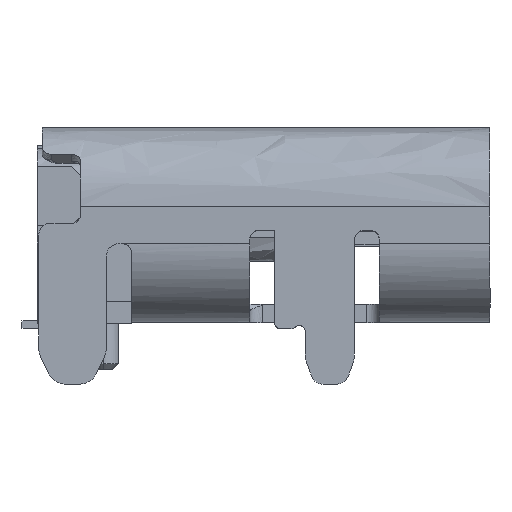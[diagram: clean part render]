
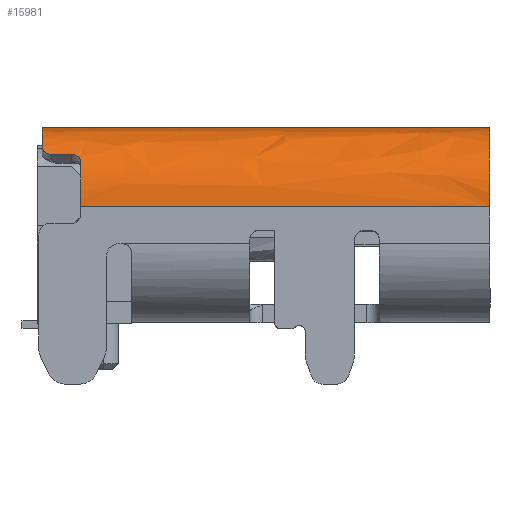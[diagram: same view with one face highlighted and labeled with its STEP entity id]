
A CAD part, left-side view. The second image highlights one B-rep face of the part: STEP entity #15981.
In plain terms, the highlighted free-form (B-spline) face has degree [1, 3] with [2, 4] control points.
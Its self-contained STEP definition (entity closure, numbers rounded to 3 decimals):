
#8739 = VERTEX_POINT('',#8740);
#8740 = CARTESIAN_POINT('',(-4.445,6.615,
    2.232));
#9965 = VERTEX_POINT('',#9966);
#9966 = CARTESIAN_POINT('',(-3.19,7.24,3.26
    ));
#9972 = EDGE_CURVE('',#9965,#9973,#9975,.T.);
#9973 = VERTEX_POINT('',#9974);
#9974 = CARTESIAN_POINT('',(-3.19,-0.035,
    3.26));
#9975 = B_SPLINE_CURVE_WITH_KNOTS('',3,(#9976,#9977,#9978,#9979),
  .UNSPECIFIED.,.F.,.F.,(4,4),(0.,1.),.PIECEWISE_BEZIER_KNOTS.);
#9976 = CARTESIAN_POINT('',(-3.19,7.24,3.26
    ));
#9977 = CARTESIAN_POINT('',(-3.19,4.815,
    3.26));
#9978 = CARTESIAN_POINT('',(-3.19,2.39,
    3.26));
#9979 = CARTESIAN_POINT('',(-3.19,-0.035,
    3.26));
#10494 = EDGE_CURVE('',#10495,#9973,#10497,.T.);
#10495 = VERTEX_POINT('',#10496);
#10496 = CARTESIAN_POINT('',(-4.47,-0.035,
    1.98));
#10497 = ( BOUNDED_CURVE() B_SPLINE_CURVE(3,(#10498,#10499,#10500,#10501
),.UNSPECIFIED.,.F.,.F.) B_SPLINE_CURVE_WITH_KNOTS((4,4),(0.,
1.571),.PIECEWISE_BEZIER_KNOTS.) CURVE() 
GEOMETRIC_REPRESENTATION_ITEM() RATIONAL_B_SPLINE_CURVE((1.,
0.805,0.805,1.)) REPRESENTATION_ITEM('') );
#10498 = CARTESIAN_POINT('',(-4.47,-0.035,
    1.98));
#10499 = CARTESIAN_POINT('',(-4.47,-0.035,
    2.73));
#10500 = CARTESIAN_POINT('',(-3.94,-0.035,
    3.26));
#10501 = CARTESIAN_POINT('',(-3.19,-0.035,
    3.26));
#10717 = EDGE_CURVE('',#10718,#10720,#10722,.T.);
#10718 = VERTEX_POINT('',#10719);
#10719 = CARTESIAN_POINT('',(-4.143,7.09,
    2.835));
#10720 = VERTEX_POINT('',#10721);
#10721 = CARTESIAN_POINT('',(-4.143,6.765,
    2.835));
#10722 = B_SPLINE_CURVE_WITH_KNOTS('',1,(#10723,#10724),.UNSPECIFIED.,
  .F.,.F.,(2,2),(0.,1.),.PIECEWISE_BEZIER_KNOTS.);
#10723 = CARTESIAN_POINT('',(-4.143,7.09,
    2.835));
#10724 = CARTESIAN_POINT('',(-4.143,6.765,
    2.835));
#11194 = VERTEX_POINT('',#11195);
#11195 = CARTESIAN_POINT('',(-4.031,7.24,
    2.945));
#11202 = EDGE_CURVE('',#11194,#9965,#11203,.T.);
#11203 = B_SPLINE_CURVE_WITH_KNOTS('',3,(#11204,#11205,#11206,#11207,
    #11208,#11209),.UNSPECIFIED.,.F.,.F.,(4,2,4),(0.,0.5,1.),
  .UNSPECIFIED.);
#11204 = CARTESIAN_POINT('',(-4.031,7.24,
    2.945));
#11205 = CARTESIAN_POINT('',(-3.915,7.24,
    3.046));
#11206 = CARTESIAN_POINT('',(-3.783,7.24,
    3.124));
#11207 = CARTESIAN_POINT('',(-3.495,7.24,
    3.233));
#11208 = CARTESIAN_POINT('',(-3.346,7.24,
    3.26));
#11209 = CARTESIAN_POINT('',(-3.19,7.24,
    3.26));
#14016 = VERTEX_POINT('',#14017);
#14017 = CARTESIAN_POINT('',(-4.368,6.615,
    2.48));
#14201 = EDGE_CURVE('',#14016,#8739,#14202,.T.);
#14202 = ( BOUNDED_CURVE() B_SPLINE_CURVE(3,(#14203,#14204,#14205,#14206
),.UNSPECIFIED.,.F.,.F.) B_SPLINE_CURVE_WITH_KNOTS((4,4),(0.,
0.203),.PIECEWISE_BEZIER_KNOTS.) CURVE() 
GEOMETRIC_REPRESENTATION_ITEM() RATIONAL_B_SPLINE_CURVE((1.,
0.997,0.997,1.)) REPRESENTATION_ITEM('') );
#14203 = CARTESIAN_POINT('',(-4.368,6.615,
    2.48));
#14204 = CARTESIAN_POINT('',(-4.402,6.615,
    2.4));
#14205 = CARTESIAN_POINT('',(-4.428,6.615,
    2.317));
#14206 = CARTESIAN_POINT('',(-4.445,6.615,
    2.232));
#14218 = VERTEX_POINT('',#14219);
#14219 = CARTESIAN_POINT('',(-4.47,6.615,
    1.98));
#14225 = EDGE_CURVE('',#14218,#8739,#14226,.T.);
#14226 = B_SPLINE_CURVE_WITH_KNOTS('',3,(#14227,#14228,#14229,#14230),
  .UNSPECIFIED.,.F.,.F.,(4,4),(0.,1.),.PIECEWISE_BEZIER_KNOTS.);
#14227 = CARTESIAN_POINT('',(-4.47,6.615,
    1.98));
#14228 = CARTESIAN_POINT('',(-4.47,6.615,
    2.065));
#14229 = CARTESIAN_POINT('',(-4.462,6.615,
    2.149));
#14230 = CARTESIAN_POINT('',(-4.445,6.615,
    2.232));
#15981 = ADVANCED_FACE('',(#15982),#16024,.F.);
#15982 = FACE_BOUND('',#15983,.F.);
#15983 = EDGE_LOOP('',(#15984,#15985,#15986,#15995,#16004,#16005,#16014,
    #16015,#16016,#16017));
#15984 = ORIENTED_EDGE('',*,*,#14225,.T.);
#15985 = ORIENTED_EDGE('',*,*,#14201,.F.);
#15986 = ORIENTED_EDGE('',*,*,#15987,.T.);
#15987 = EDGE_CURVE('',#14016,#15988,#15990,.T.);
#15988 = VERTEX_POINT('',#15989);
#15989 = CARTESIAN_POINT('',(-4.237,6.615,
    2.716));
#15990 = B_SPLINE_CURVE_WITH_KNOTS('',3,(#15991,#15992,#15993,#15994),
  .UNSPECIFIED.,.F.,.F.,(4,4),(0.,1.),.PIECEWISE_BEZIER_KNOTS.);
#15991 = CARTESIAN_POINT('',(-4.368,6.615,
    2.48));
#15992 = CARTESIAN_POINT('',(-4.333,6.615,
    2.563));
#15993 = CARTESIAN_POINT('',(-4.289,6.615,
    2.642));
#15994 = CARTESIAN_POINT('',(-4.237,6.615,
    2.716));
#15995 = ORIENTED_EDGE('',*,*,#15996,.T.);
#15996 = EDGE_CURVE('',#15988,#10720,#15997,.T.);
#15997 = B_SPLINE_CURVE_WITH_KNOTS('',3,(#15998,#15999,#16000,#16001,
    #16002,#16003),.UNSPECIFIED.,.F.,.F.,(4,2,4),(0.,0.5,1.),
  .UNSPECIFIED.);
#15998 = CARTESIAN_POINT('',(-4.237,6.615,
    2.716));
#15999 = CARTESIAN_POINT('',(-4.215,6.615,
    2.748));
#16000 = CARTESIAN_POINT('',(-4.19,6.631,
    2.779));
#16001 = CARTESIAN_POINT('',(-4.154,6.686,
    2.823));
#16002 = CARTESIAN_POINT('',(-4.142,6.726,2.835
    ));
#16003 = CARTESIAN_POINT('',(-4.143,6.765,
    2.835));
#16004 = ORIENTED_EDGE('',*,*,#10717,.F.);
#16005 = ORIENTED_EDGE('',*,*,#16006,.T.);
#16006 = EDGE_CURVE('',#10718,#11194,#16007,.T.);
#16007 = B_SPLINE_CURVE_WITH_KNOTS('',3,(#16008,#16009,#16010,#16011,
    #16012,#16013),.UNSPECIFIED.,.F.,.F.,(4,2,4),(0.,0.5,1.),
  .UNSPECIFIED.);
#16008 = CARTESIAN_POINT('',(-4.143,7.09,
    2.835));
#16009 = CARTESIAN_POINT('',(-4.143,7.13,
    2.835));
#16010 = CARTESIAN_POINT('',(-4.131,7.17,
    2.848));
#16011 = CARTESIAN_POINT('',(-4.09,7.225,
    2.89));
#16012 = CARTESIAN_POINT('',(-4.061,7.24,
    2.919));
#16013 = CARTESIAN_POINT('',(-4.031,7.24,
    2.945));
#16014 = ORIENTED_EDGE('',*,*,#11202,.T.);
#16015 = ORIENTED_EDGE('',*,*,#9972,.T.);
#16016 = ORIENTED_EDGE('',*,*,#10494,.F.);
#16017 = ORIENTED_EDGE('',*,*,#16018,.T.);
#16018 = EDGE_CURVE('',#10495,#14218,#16019,.T.);
#16019 = B_SPLINE_CURVE_WITH_KNOTS('',3,(#16020,#16021,#16022,#16023),
  .UNSPECIFIED.,.F.,.F.,(4,4),(0.,1.),.PIECEWISE_BEZIER_KNOTS.);
#16020 = CARTESIAN_POINT('',(-4.47,-0.035,
    1.98));
#16021 = CARTESIAN_POINT('',(-4.47,2.182,
    1.98));
#16022 = CARTESIAN_POINT('',(-4.47,4.398,
    1.98));
#16023 = CARTESIAN_POINT('',(-4.47,6.615,
    1.98));
#16024 = ( BOUNDED_SURFACE() B_SPLINE_SURFACE(1,3,(
    (#16025,#16026,#16027,#16028)
    ,(#16029,#16030,#16031,#16032
)),.UNSPECIFIED.,.F.,.F.,.F.) B_SPLINE_SURFACE_WITH_KNOTS((2,2),(4,4),(
    0.013,0.981),(0.,1.),
.PIECEWISE_BEZIER_KNOTS.) GEOMETRIC_REPRESENTATION_ITEM() 
RATIONAL_B_SPLINE_SURFACE((
    (1.,0.805,0.805,1.)
,(1.,0.805,0.805,1.
))) REPRESENTATION_ITEM('') SURFACE() );
#16025 = CARTESIAN_POINT('',(-3.19,7.284,
    3.26));
#16026 = CARTESIAN_POINT('',(-3.94,7.284,3.26
    ));
#16027 = CARTESIAN_POINT('',(-4.47,7.284,
    2.73));
#16028 = CARTESIAN_POINT('',(-4.47,7.284,
    1.98));
#16029 = CARTESIAN_POINT('',(-3.19,-0.035,
    3.26));
#16030 = CARTESIAN_POINT('',(-3.94,-0.035,
    3.26));
#16031 = CARTESIAN_POINT('',(-4.47,-0.035,
    2.73));
#16032 = CARTESIAN_POINT('',(-4.47,-0.035,
    1.98));
